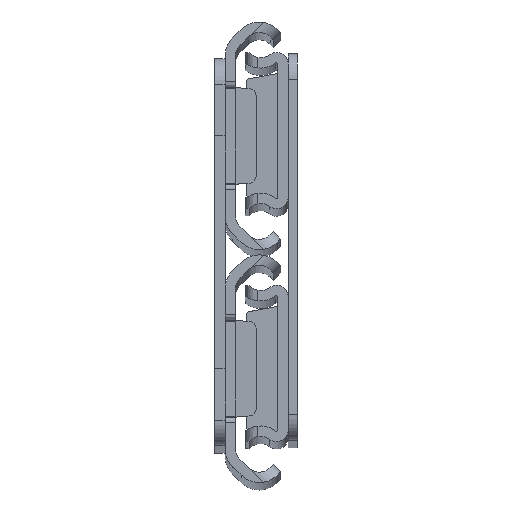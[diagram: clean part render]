
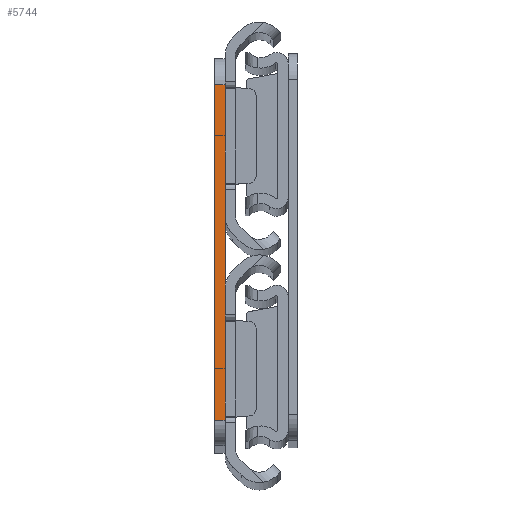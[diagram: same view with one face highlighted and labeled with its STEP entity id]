
A CAD part, top view. The second image highlights one B-rep face of the part: STEP entity #5744.
In plain terms, the highlighted planar face has unit normal (0, 0, 1).
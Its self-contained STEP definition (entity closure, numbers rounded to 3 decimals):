
#426 = VERTEX_POINT ( 'NONE', #5676 ) ;
#432 = EDGE_CURVE ( 'NONE', #4355, #426, #4920, .T. ) ;
#1086 = FACE_OUTER_BOUND ( 'NONE', #5229, .T. ) ;
#1181 = AXIS2_PLACEMENT_3D ( 'NONE', #4040, #3439, #7160 ) ;
#1352 = CARTESIAN_POINT ( 'NONE',  ( 0., -26., 0. ) ) ;
#1671 = VECTOR ( 'NONE', #2541, 1000. ) ;
#1995 = CARTESIAN_POINT ( 'NONE',  ( -1.6, 0., 0. ) ) ;
#2305 = VECTOR ( 'NONE', #4996, 1000. ) ;
#2396 = CARTESIAN_POINT ( 'NONE',  ( 0., 26., 0. ) ) ;
#2512 = ORIENTED_EDGE ( 'NONE', *, *, #432, .T. ) ;
#2541 = DIRECTION ( 'NONE',  ( 0., -1., 0. ) ) ;
#2774 = PLANE ( 'NONE',  #1181 ) ;
#2932 = VERTEX_POINT ( 'NONE', #1352 ) ;
#3439 = DIRECTION ( 'NONE',  ( 0., 0., 1. ) ) ;
#3635 = VERTEX_POINT ( 'NONE', #2396 ) ;
#3699 = CARTESIAN_POINT ( 'NONE',  ( 0., 0., 0. ) ) ;
#3713 = CARTESIAN_POINT ( 'NONE',  ( -1.6, 26., 0. ) ) ;
#4040 = CARTESIAN_POINT ( 'NONE',  ( -1.6, 0., 0. ) ) ;
#4091 = CARTESIAN_POINT ( 'NONE',  ( -1.6, -26., 0. ) ) ;
#4275 = LINE ( 'NONE', #3713, #5906 ) ;
#4308 = DIRECTION ( 'NONE',  ( -1., 0., 0. ) ) ;
#4355 = VERTEX_POINT ( 'NONE', #6628 ) ;
#4570 = ORIENTED_EDGE ( 'NONE', *, *, #5940, .T. ) ;
#4606 = VECTOR ( 'NONE', #5937, 1000. ) ;
#4920 = LINE ( 'NONE', #1995, #2305 ) ;
#4966 = EDGE_CURVE ( 'NONE', #3635, #2932, #6140, .T. ) ;
#4996 = DIRECTION ( 'NONE',  ( 0., -1., 0. ) ) ;
#5198 = EDGE_CURVE ( 'NONE', #426, #2932, #5365, .T. ) ;
#5229 = EDGE_LOOP ( 'NONE', ( #2512, #6999, #6718, #4570 ) ) ;
#5365 = LINE ( 'NONE', #4091, #4606 ) ;
#5676 = CARTESIAN_POINT ( 'NONE',  ( -1.6, -26., 0. ) ) ;
#5744 = ADVANCED_FACE ( 'NONE', ( #1086 ), #2774, .T. ) ;
#5906 = VECTOR ( 'NONE', #4308, 1000. ) ;
#5937 = DIRECTION ( 'NONE',  ( 1., 0., 0. ) ) ;
#5940 = EDGE_CURVE ( 'NONE', #3635, #4355, #4275, .T. ) ;
#6140 = LINE ( 'NONE', #3699, #1671 ) ;
#6628 = CARTESIAN_POINT ( 'NONE',  ( -1.6, 26., 0. ) ) ;
#6718 = ORIENTED_EDGE ( 'NONE', *, *, #4966, .F. ) ;
#6999 = ORIENTED_EDGE ( 'NONE', *, *, #5198, .T. ) ;
#7160 = DIRECTION ( 'NONE',  ( 1., 0., 0. ) ) ;
